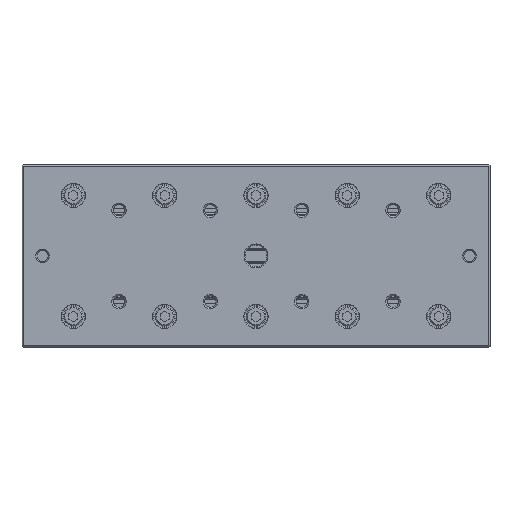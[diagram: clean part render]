
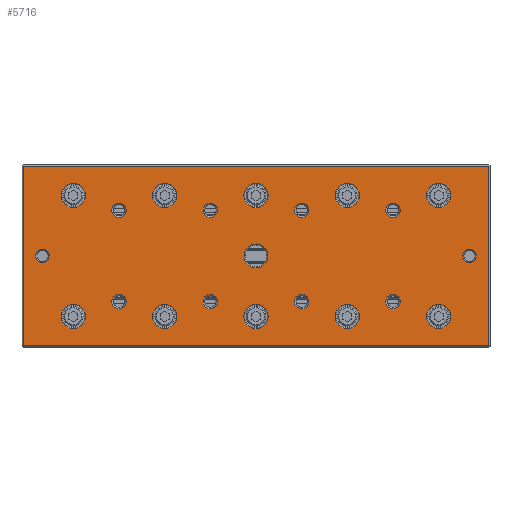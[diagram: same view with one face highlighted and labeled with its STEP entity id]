
A CAD part, top view. The second image highlights one B-rep face of the part: STEP entity #5716.
In plain terms, the highlighted planar face has unit normal (0, 0, 1).
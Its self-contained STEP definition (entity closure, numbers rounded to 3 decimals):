
#4947=FACE_BOUND('',#8632,.T.);
#4948=FACE_BOUND('',#8633,.T.);
#4949=FACE_BOUND('',#8634,.T.);
#4950=FACE_BOUND('',#8635,.T.);
#4951=FACE_BOUND('',#8636,.T.);
#4952=FACE_BOUND('',#8637,.T.);
#4953=FACE_BOUND('',#8638,.T.);
#4954=FACE_BOUND('',#8639,.T.);
#4955=FACE_BOUND('',#8640,.T.);
#4956=FACE_BOUND('',#8641,.T.);
#4957=FACE_BOUND('',#8642,.T.);
#4958=FACE_BOUND('',#8643,.T.);
#4959=FACE_BOUND('',#8644,.T.);
#4960=FACE_BOUND('',#8645,.T.);
#4961=FACE_BOUND('',#8646,.T.);
#4962=FACE_BOUND('',#8647,.T.);
#4963=FACE_BOUND('',#8648,.T.);
#4964=FACE_BOUND('',#8649,.T.);
#4965=FACE_BOUND('',#8650,.T.);
#4966=FACE_BOUND('',#8651,.T.);
#4967=FACE_BOUND('',#8652,.T.);
#4968=FACE_BOUND('',#8653,.T.);
#5342=CIRCLE('',#23375,5.25);
#5343=CIRCLE('',#23376,3.);
#5344=CIRCLE('',#23377,3.);
#5345=CIRCLE('',#23378,3.167);
#5346=CIRCLE('',#23379,3.167);
#5347=CIRCLE('',#23380,3.167);
#5348=CIRCLE('',#23381,3.167);
#5349=CIRCLE('',#23382,3.167);
#5350=CIRCLE('',#23383,3.167);
#5351=CIRCLE('',#23384,3.167);
#5352=CIRCLE('',#23385,3.167);
#5353=CIRCLE('',#23386,5.325);
#5354=CIRCLE('',#23387,5.325);
#5355=CIRCLE('',#23388,5.325);
#5356=CIRCLE('',#23389,5.325);
#5357=CIRCLE('',#23390,5.325);
#5358=CIRCLE('',#23391,5.325);
#5359=CIRCLE('',#23392,5.325);
#5360=CIRCLE('',#23393,5.325);
#5361=CIRCLE('',#23394,5.325);
#5362=CIRCLE('',#23395,5.325);
#5716=ADVANCED_FACE('',(#4947,#4948,#4949,#4950,#4951,#4952,#4953,#4954,
#4955,#4956,#4957,#4958,#4959,#4960,#4961,#4962,#4963,#4964,#4965,#4966,
#4967,#4968),#6753,.F.);
#6753=PLANE('',#23396);
#8632=EDGE_LOOP('',(#11050));
#8633=EDGE_LOOP('',(#11051));
#8634=EDGE_LOOP('',(#11052));
#8635=EDGE_LOOP('',(#11053));
#8636=EDGE_LOOP('',(#11054));
#8637=EDGE_LOOP('',(#11055));
#8638=EDGE_LOOP('',(#11056));
#8639=EDGE_LOOP('',(#11057));
#8640=EDGE_LOOP('',(#11058));
#8641=EDGE_LOOP('',(#11059));
#8642=EDGE_LOOP('',(#11060));
#8643=EDGE_LOOP('',(#11061));
#8644=EDGE_LOOP('',(#11062));
#8645=EDGE_LOOP('',(#11063));
#8646=EDGE_LOOP('',(#11064));
#8647=EDGE_LOOP('',(#11065));
#8648=EDGE_LOOP('',(#11066));
#8649=EDGE_LOOP('',(#11067));
#8650=EDGE_LOOP('',(#11068));
#8651=EDGE_LOOP('',(#11069));
#8652=EDGE_LOOP('',(#11070));
#8653=EDGE_LOOP('',(#11071,#11072,#11073,#11074));
#11050=ORIENTED_EDGE('',*,*,#17463,.T.);
#11051=ORIENTED_EDGE('',*,*,#17464,.F.);
#11052=ORIENTED_EDGE('',*,*,#17465,.T.);
#11053=ORIENTED_EDGE('',*,*,#17466,.T.);
#11054=ORIENTED_EDGE('',*,*,#17467,.T.);
#11055=ORIENTED_EDGE('',*,*,#17468,.T.);
#11056=ORIENTED_EDGE('',*,*,#17469,.T.);
#11057=ORIENTED_EDGE('',*,*,#17470,.T.);
#11058=ORIENTED_EDGE('',*,*,#17471,.T.);
#11059=ORIENTED_EDGE('',*,*,#17472,.T.);
#11060=ORIENTED_EDGE('',*,*,#17473,.T.);
#11061=ORIENTED_EDGE('',*,*,#17474,.T.);
#11062=ORIENTED_EDGE('',*,*,#17475,.T.);
#11063=ORIENTED_EDGE('',*,*,#17476,.T.);
#11064=ORIENTED_EDGE('',*,*,#17477,.T.);
#11065=ORIENTED_EDGE('',*,*,#17478,.T.);
#11066=ORIENTED_EDGE('',*,*,#17479,.T.);
#11067=ORIENTED_EDGE('',*,*,#17480,.T.);
#11068=ORIENTED_EDGE('',*,*,#17481,.T.);
#11069=ORIENTED_EDGE('',*,*,#17482,.T.);
#11070=ORIENTED_EDGE('',*,*,#17483,.T.);
#11071=ORIENTED_EDGE('',*,*,#17484,.T.);
#11072=ORIENTED_EDGE('',*,*,#17485,.T.);
#11073=ORIENTED_EDGE('',*,*,#17486,.T.);
#11074=ORIENTED_EDGE('',*,*,#17487,.T.);
#15570=VERTEX_POINT('',#30930);
#15571=VERTEX_POINT('',#30932);
#15572=VERTEX_POINT('',#30934);
#15573=VERTEX_POINT('',#30936);
#15574=VERTEX_POINT('',#30938);
#15575=VERTEX_POINT('',#30940);
#15576=VERTEX_POINT('',#30942);
#15577=VERTEX_POINT('',#30944);
#15578=VERTEX_POINT('',#30946);
#15579=VERTEX_POINT('',#30948);
#15580=VERTEX_POINT('',#30950);
#15581=VERTEX_POINT('',#30952);
#15582=VERTEX_POINT('',#30954);
#15583=VERTEX_POINT('',#30956);
#15584=VERTEX_POINT('',#30958);
#15585=VERTEX_POINT('',#30960);
#15586=VERTEX_POINT('',#30962);
#15587=VERTEX_POINT('',#30964);
#15588=VERTEX_POINT('',#30966);
#15589=VERTEX_POINT('',#30968);
#15590=VERTEX_POINT('',#30970);
#15591=VERTEX_POINT('',#30972);
#15592=VERTEX_POINT('',#30973);
#15593=VERTEX_POINT('',#30975);
#15594=VERTEX_POINT('',#30977);
#17463=EDGE_CURVE('',#15570,#15570,#5342,.T.);
#17464=EDGE_CURVE('',#15571,#15571,#5343,.T.);
#17465=EDGE_CURVE('',#15572,#15572,#5344,.T.);
#17466=EDGE_CURVE('',#15573,#15573,#5345,.T.);
#17467=EDGE_CURVE('',#15574,#15574,#5346,.T.);
#17468=EDGE_CURVE('',#15575,#15575,#5347,.T.);
#17469=EDGE_CURVE('',#15576,#15576,#5348,.T.);
#17470=EDGE_CURVE('',#15577,#15577,#5349,.T.);
#17471=EDGE_CURVE('',#15578,#15578,#5350,.T.);
#17472=EDGE_CURVE('',#15579,#15579,#5351,.T.);
#17473=EDGE_CURVE('',#15580,#15580,#5352,.T.);
#17474=EDGE_CURVE('',#15581,#15581,#5353,.T.);
#17475=EDGE_CURVE('',#15582,#15582,#5354,.T.);
#17476=EDGE_CURVE('',#15583,#15583,#5355,.T.);
#17477=EDGE_CURVE('',#15584,#15584,#5356,.T.);
#17478=EDGE_CURVE('',#15585,#15585,#5357,.T.);
#17479=EDGE_CURVE('',#15586,#15586,#5358,.T.);
#17480=EDGE_CURVE('',#15587,#15587,#5359,.T.);
#17481=EDGE_CURVE('',#15588,#15588,#5360,.T.);
#17482=EDGE_CURVE('',#15589,#15589,#5361,.T.);
#17483=EDGE_CURVE('',#15590,#15590,#5362,.T.);
#17484=EDGE_CURVE('',#15591,#15592,#19769,.T.);
#17485=EDGE_CURVE('',#15592,#15593,#19770,.T.);
#17486=EDGE_CURVE('',#15593,#15594,#19771,.T.);
#17487=EDGE_CURVE('',#15594,#15591,#19772,.T.);
#19769=LINE('',#30971,#21735);
#19770=LINE('',#30974,#21736);
#19771=LINE('',#30976,#21737);
#19772=LINE('',#30978,#21738);
#21735=VECTOR('',#25608,1.);
#21736=VECTOR('',#25609,1.);
#21737=VECTOR('',#25610,1.);
#21738=VECTOR('',#25611,1.);
#23375=AXIS2_PLACEMENT_3D('',#30929,#25566,#25567);
#23376=AXIS2_PLACEMENT_3D('',#30931,#25568,#25569);
#23377=AXIS2_PLACEMENT_3D('',#30933,#25570,#25571);
#23378=AXIS2_PLACEMENT_3D('',#30935,#25572,#25573);
#23379=AXIS2_PLACEMENT_3D('',#30937,#25574,#25575);
#23380=AXIS2_PLACEMENT_3D('',#30939,#25576,#25577);
#23381=AXIS2_PLACEMENT_3D('',#30941,#25578,#25579);
#23382=AXIS2_PLACEMENT_3D('',#30943,#25580,#25581);
#23383=AXIS2_PLACEMENT_3D('',#30945,#25582,#25583);
#23384=AXIS2_PLACEMENT_3D('',#30947,#25584,#25585);
#23385=AXIS2_PLACEMENT_3D('',#30949,#25586,#25587);
#23386=AXIS2_PLACEMENT_3D('',#30951,#25588,#25589);
#23387=AXIS2_PLACEMENT_3D('',#30953,#25590,#25591);
#23388=AXIS2_PLACEMENT_3D('',#30955,#25592,#25593);
#23389=AXIS2_PLACEMENT_3D('',#30957,#25594,#25595);
#23390=AXIS2_PLACEMENT_3D('',#30959,#25596,#25597);
#23391=AXIS2_PLACEMENT_3D('',#30961,#25598,#25599);
#23392=AXIS2_PLACEMENT_3D('',#30963,#25600,#25601);
#23393=AXIS2_PLACEMENT_3D('',#30965,#25602,#25603);
#23394=AXIS2_PLACEMENT_3D('',#30967,#25604,#25605);
#23395=AXIS2_PLACEMENT_3D('',#30969,#25606,#25607);
#23396=AXIS2_PLACEMENT_3D('',#30979,#25612,#25613);
#25566=DIRECTION('',(0.,0.,-1.));
#25567=DIRECTION('',(-1.,0.,0.));
#25568=DIRECTION('',(0.,0.,1.));
#25569=DIRECTION('',(1.,0.,0.));
#25570=DIRECTION('',(0.,0.,-1.));
#25571=DIRECTION('',(-1.,0.,0.));
#25572=DIRECTION('',(0.,0.,-1.));
#25573=DIRECTION('',(-1.,0.,0.));
#25574=DIRECTION('',(0.,0.,-1.));
#25575=DIRECTION('',(-1.,0.,0.));
#25576=DIRECTION('',(0.,0.,-1.));
#25577=DIRECTION('',(-1.,0.,0.));
#25578=DIRECTION('',(0.,0.,-1.));
#25579=DIRECTION('',(-1.,0.,0.));
#25580=DIRECTION('',(0.,0.,-1.));
#25581=DIRECTION('',(-1.,0.,0.));
#25582=DIRECTION('',(0.,0.,-1.));
#25583=DIRECTION('',(-1.,0.,0.));
#25584=DIRECTION('',(0.,0.,-1.));
#25585=DIRECTION('',(-1.,0.,0.));
#25586=DIRECTION('',(0.,0.,-1.));
#25587=DIRECTION('',(-1.,0.,0.));
#25588=DIRECTION('',(0.,0.,-1.));
#25589=DIRECTION('',(-1.,0.,0.));
#25590=DIRECTION('',(0.,0.,-1.));
#25591=DIRECTION('',(-1.,0.,0.));
#25592=DIRECTION('',(0.,0.,-1.));
#25593=DIRECTION('',(-1.,0.,0.));
#25594=DIRECTION('',(0.,0.,-1.));
#25595=DIRECTION('',(-1.,0.,0.));
#25596=DIRECTION('',(0.,0.,-1.));
#25597=DIRECTION('',(-1.,0.,0.));
#25598=DIRECTION('',(0.,0.,-1.));
#25599=DIRECTION('',(-1.,0.,0.));
#25600=DIRECTION('',(0.,0.,-1.));
#25601=DIRECTION('',(-1.,0.,0.));
#25602=DIRECTION('',(0.,0.,-1.));
#25603=DIRECTION('',(-1.,0.,0.));
#25604=DIRECTION('',(0.,0.,-1.));
#25605=DIRECTION('',(-1.,0.,0.));
#25606=DIRECTION('',(0.,0.,-1.));
#25607=DIRECTION('',(-1.,0.,0.));
#25608=DIRECTION('',(1.,0.,0.));
#25609=DIRECTION('',(0.,1.,0.));
#25610=DIRECTION('',(-1.,0.,0.));
#25611=DIRECTION('',(0.,-1.,0.));
#25612=DIRECTION('',(0.,0.,-1.));
#25613=DIRECTION('',(1.,0.,0.));
#30929=CARTESIAN_POINT('',(182.5,40.,35.));
#30930=CARTESIAN_POINT('',(177.25,40.,35.));
#30931=CARTESIAN_POINT('',(276.,40.,35.));
#30932=CARTESIAN_POINT('',(279.,40.,35.));
#30933=CARTESIAN_POINT('',(89.,40.,35.));
#30934=CARTESIAN_POINT('',(86.,40.,35.));
#30935=CARTESIAN_POINT('',(242.5,20.,35.));
#30936=CARTESIAN_POINT('',(239.333,20.,35.));
#30937=CARTESIAN_POINT('',(242.5,60.,35.));
#30938=CARTESIAN_POINT('',(239.333,60.,35.));
#30939=CARTESIAN_POINT('',(202.5,20.,35.));
#30940=CARTESIAN_POINT('',(199.333,20.,35.));
#30941=CARTESIAN_POINT('',(202.5,60.,35.));
#30942=CARTESIAN_POINT('',(199.333,60.,35.));
#30943=CARTESIAN_POINT('',(162.5,20.,35.));
#30944=CARTESIAN_POINT('',(159.333,20.,35.));
#30945=CARTESIAN_POINT('',(162.5,60.,35.));
#30946=CARTESIAN_POINT('',(159.333,60.,35.));
#30947=CARTESIAN_POINT('',(122.5,20.,35.));
#30948=CARTESIAN_POINT('',(119.333,20.,35.));
#30949=CARTESIAN_POINT('',(122.5,60.,35.));
#30950=CARTESIAN_POINT('',(119.333,60.,35.));
#30951=CARTESIAN_POINT('',(262.5,13.5,35.));
#30952=CARTESIAN_POINT('',(257.175,13.5,35.));
#30953=CARTESIAN_POINT('',(262.5,66.5,35.));
#30954=CARTESIAN_POINT('',(257.175,66.5,35.));
#30955=CARTESIAN_POINT('',(222.5,13.5,35.));
#30956=CARTESIAN_POINT('',(217.175,13.5,35.));
#30957=CARTESIAN_POINT('',(222.5,66.5,35.));
#30958=CARTESIAN_POINT('',(217.175,66.5,35.));
#30959=CARTESIAN_POINT('',(182.5,13.5,35.));
#30960=CARTESIAN_POINT('',(177.175,13.5,35.));
#30961=CARTESIAN_POINT('',(182.5,66.5,35.));
#30962=CARTESIAN_POINT('',(177.175,66.5,35.));
#30963=CARTESIAN_POINT('',(142.5,13.5,35.));
#30964=CARTESIAN_POINT('',(137.175,13.5,35.));
#30965=CARTESIAN_POINT('',(142.5,66.5,35.));
#30966=CARTESIAN_POINT('',(137.175,66.5,35.));
#30967=CARTESIAN_POINT('',(102.5,13.5,35.));
#30968=CARTESIAN_POINT('',(97.175,13.5,35.));
#30969=CARTESIAN_POINT('',(102.5,66.5,35.));
#30970=CARTESIAN_POINT('',(97.175,66.5,35.));
#30971=CARTESIAN_POINT('',(285.,0.7,35.));
#30972=CARTESIAN_POINT('',(80.5,0.7,35.));
#30973=CARTESIAN_POINT('',(284.5,0.7,35.));
#30974=CARTESIAN_POINT('',(284.5,80.,35.));
#30975=CARTESIAN_POINT('',(284.5,79.3,35.));
#30976=CARTESIAN_POINT('',(285.,79.3,35.));
#30977=CARTESIAN_POINT('',(80.5,79.3,35.));
#30978=CARTESIAN_POINT('',(80.5,0.7,35.));
#30979=CARTESIAN_POINT('',(285.,80.,35.));
